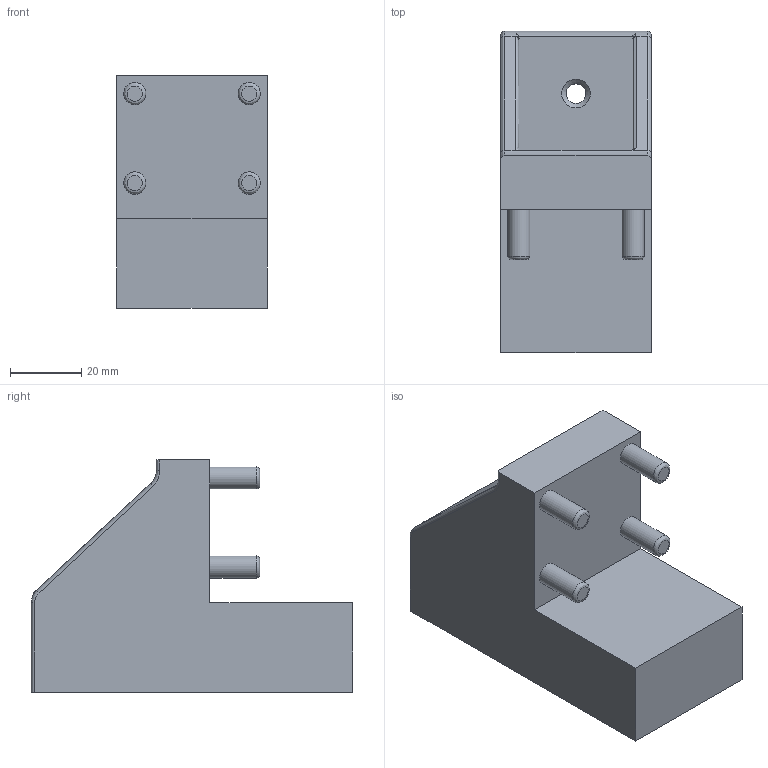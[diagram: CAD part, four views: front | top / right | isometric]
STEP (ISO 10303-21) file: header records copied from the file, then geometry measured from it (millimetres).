
FILE_DESCRIPTION(('FreeCAD Model'),'2;1');
FILE_NAME('Open CASCADE Shape Model','2026-02-15T18:41:59',('Author'),( ''),'Open CASCADE STEP processor 7.8','FreeCAD','Unknown');
FILE_SCHEMA(('AUTOMOTIVE_DESIGN { 1 0 10303 214 1 1 1 1 }'));
Length unit declared in the file: millimetre
Products named in the file (1): Body
Bounding box: 42 x 90 x 65 mm (x, y, z)
Volume: 129052.6 mm3; surface area: 22479.1 mm2
Topology: 1 solids, 1 shells, 47 faces, 107 edges, 66 vertices
Faces by surface type: plane 20, cylinder 14, torus 8, bspline 4, cone 1
Full cylindrical faces by diameter (mm): 5.5 x1, 6.25 x4
Entity records: 1629 total; most frequent: CARTESIAN_POINT 556, DIRECTION 220, ORIENTED_EDGE 214, EDGE_CURVE 107, AXIS2_PLACEMENT_3D 83, VERTEX_POINT 66, LINE 54, VECTOR 54
